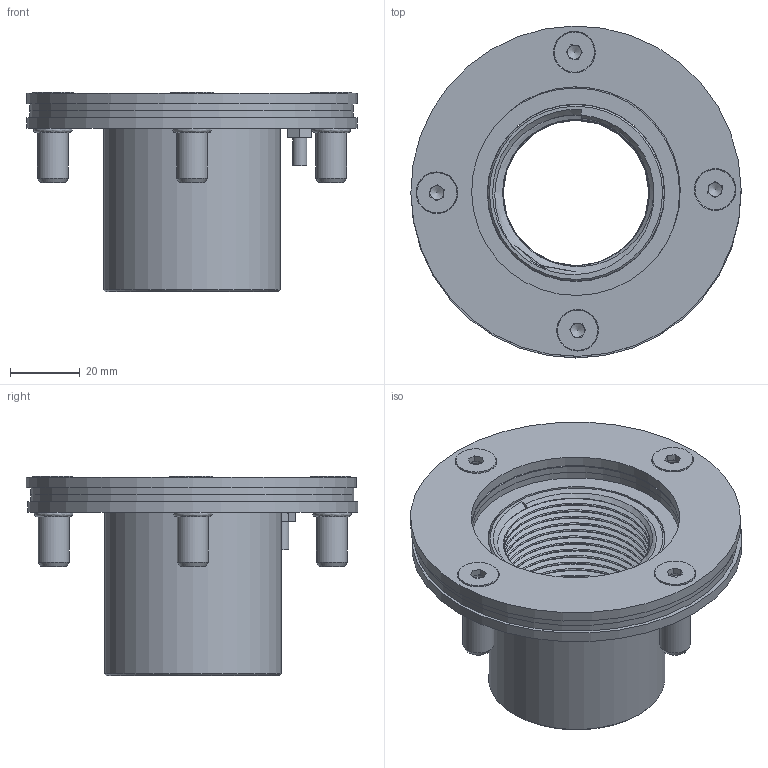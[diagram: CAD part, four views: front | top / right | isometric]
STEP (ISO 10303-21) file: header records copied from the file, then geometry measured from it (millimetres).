
FILE_DESCRIPTION (( 'STEP AP214' ), '1' );
FILE_NAME ('ÔÏ.111.2 Ôîðñóíêà äëÿ ïîäêëþ÷åíèÿ ïûëåñîñà.STEP', '2025-01-10T10:45:52', ( '' ), ( '' ), 'SwSTEP 2.0', 'SolidWorks 2022', '' );
FILE_SCHEMA (( 'AUTOMOTIVE_DESIGN' ));
Length unit declared in the file: millimetre
Products named in the file (8): ФП.111.2 Форсунка для подключения пылесоса; ФП.111.2 Фланец прижимной; Винт M6 x 18 А2 DIN 7991; Заклёпка-гайка с потайным бортиком глухая ART 1022; Уплотнение; Основание; Болт M4x8 А2 DIN933; Муфта 1.5 дюйма 50мм (Соня)
Assembly tree (14 placements, depth 2):
  ФП.111.2 Форсунка для подключения пылесоса
    Основание
    Заклёпка-гайка с потайным бортиком глухая ART 1022  x4
    Муфта 1.5 дюйма 50мм (Соня)
    Болт M4x8 А2 DIN933
    ФП.111.2 Фланец прижимной
    Уплотнение  x2
    Винт M6 x 18 А2 DIN 7991  x4
Bounding box: 95 x 95.46 x 57.3 mm (x, y, z)
Volume: 75166.8 mm3; surface area: 65560.8 mm2
Topology: 14 solids, 14 shells, 215 faces, 430 edges, 265 vertices
Faces by surface type: plane 105, cylinder 59, cone 40, bspline 7, torus 4
Full cylindrical faces by diameter (mm): 4 x1, 4.02 x4, 4.917 x4, 6 x4, 7 x12, 7.2 x4, 8.9 x8, 10 x8, 11.57 x4, 50.8 x1, 51 x1, 60 x3, 93 x2, 95 x2
Entity records: 10314 total; most frequent: CARTESIAN_POINT 7962, DIRECTION 432, ORIENTED_EDGE 320, AXIS2_PLACEMENT_3D 195, EDGE_LOOP 176, EDGE_CURVE 160, VERTEX_POINT 126, FACE_OUTER_BOUND 126
